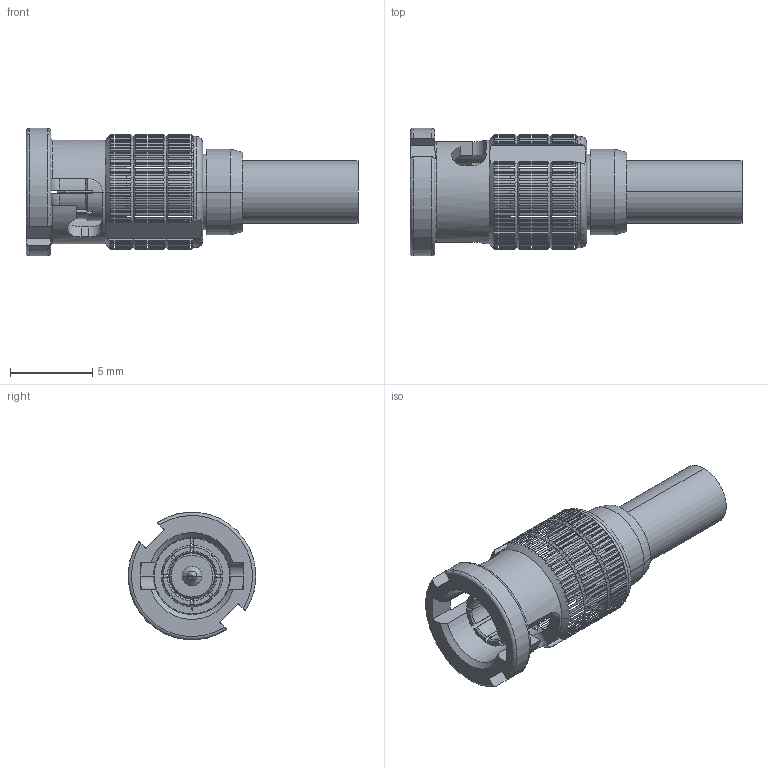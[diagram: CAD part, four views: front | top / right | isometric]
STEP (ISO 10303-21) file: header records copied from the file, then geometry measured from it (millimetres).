
FILE_DESCRIPTION((''),'2;1');
FILE_NAME('34-5008_SW0001','2013-06-10T',('Clement Lazar'),(''),'PRO/ENGINEER BY PARAMETRIC TECHNOLOGY CORPORATION, 2010100','PRO/ENGINEER BY PARAMETRIC TECHNOLOGY CORPORATION, 2010100','');
FILE_SCHEMA(('CONFIG_CONTROL_DESIGN'));
Length unit declared in the file: millimetre
Products named in the file (1): 34-5008_SW0001
Bounding box: 20.15 x 7.73 x 7.73 mm (x, y, z)
Surface area: 732.6 mm2 (no closed solid volume)
Topology: 0 solids, 11 shells, 472 faces, 2098 edges, 1476 vertices
Faces by surface type: cylinder 234, plane 178, cone 44, torus 16
Entity records: 22452 total; most frequent: CARTESIAN_POINT 7118, ORIENTED_EDGE 3234, DIRECTION 2758, EDGE_CURVE 2098, VERTEX_POINT 1476, AXIS2_PLACEMENT_3D 1042, B_SPLINE_CURVE_WITH_KNOTS 854, VECTOR 674
